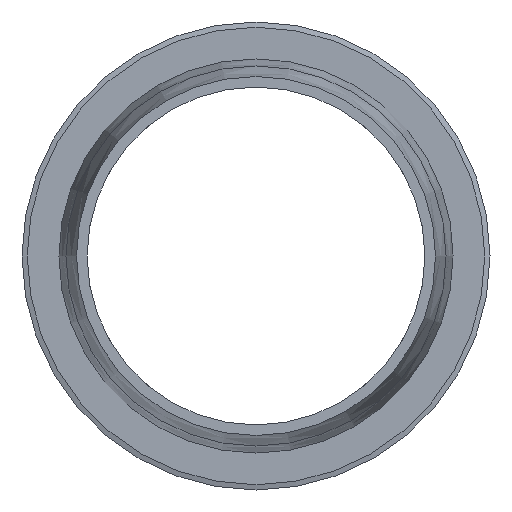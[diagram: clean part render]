
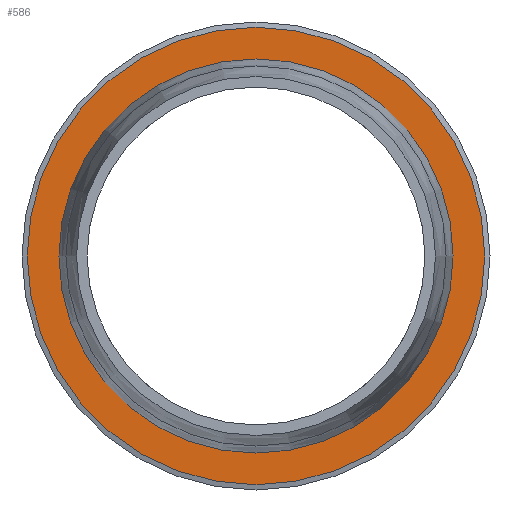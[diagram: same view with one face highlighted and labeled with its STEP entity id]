
A CAD part, left-side view. The second image highlights one B-rep face of the part: STEP entity #586.
In plain terms, the highlighted planar face has unit normal (-1, 0, 0).
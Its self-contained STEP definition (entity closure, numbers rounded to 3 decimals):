
#20=FACE_BOUND('',#84,.T.);
#24=PLANE('',#692);
#54=FACE_OUTER_BOUND('',#83,.T.);
#83=EDGE_LOOP('',(#488,#489));
#84=EDGE_LOOP('',(#490,#491));
#187=CIRCLE('',#690,14.);
#188=CIRCLE('',#691,14.);
#189=CIRCLE('',#693,16.25);
#190=CIRCLE('',#694,16.25);
#250=VERTEX_POINT('',#1065);
#251=VERTEX_POINT('',#1066);
#252=VERTEX_POINT('',#1071);
#253=VERTEX_POINT('',#1072);
#332=EDGE_CURVE('',#250,#251,#187,.T.);
#334=EDGE_CURVE('',#251,#250,#188,.T.);
#335=EDGE_CURVE('',#252,#253,#189,.T.);
#336=EDGE_CURVE('',#253,#252,#190,.T.);
#488=ORIENTED_EDGE('',*,*,#335,.T.);
#489=ORIENTED_EDGE('',*,*,#336,.T.);
#490=ORIENTED_EDGE('',*,*,#332,.F.);
#491=ORIENTED_EDGE('',*,*,#334,.F.);
#586=ADVANCED_FACE('',(#54,#20),#24,.F.);
#690=AXIS2_PLACEMENT_3D('',#1067,#879,#880);
#691=AXIS2_PLACEMENT_3D('',#1069,#882,#883);
#692=AXIS2_PLACEMENT_3D('',#1070,#884,#885);
#693=AXIS2_PLACEMENT_3D('',#1073,#886,#887);
#694=AXIS2_PLACEMENT_3D('',#1074,#888,#889);
#879=DIRECTION('center_axis',(-1.,0.,0.));
#880=DIRECTION('ref_axis',(0.,1.,0.));
#882=DIRECTION('center_axis',(-1.,0.,0.));
#883=DIRECTION('ref_axis',(0.,1.,0.));
#884=DIRECTION('center_axis',(1.,0.,0.));
#885=DIRECTION('ref_axis',(0.,0.,-1.));
#886=DIRECTION('center_axis',(-1.,0.,0.));
#887=DIRECTION('ref_axis',(0.,1.,0.));
#888=DIRECTION('center_axis',(-1.,0.,0.));
#889=DIRECTION('ref_axis',(0.,1.,0.));
#1065=CARTESIAN_POINT('',(45.,14.,0.));
#1066=CARTESIAN_POINT('',(45.,-14.,0.));
#1067=CARTESIAN_POINT('Origin',(45.,0.,0.));
#1069=CARTESIAN_POINT('Origin',(45.,0.,0.));
#1070=CARTESIAN_POINT('Origin',(45.,15.125,0.));
#1071=CARTESIAN_POINT('',(45.,16.25,0.));
#1072=CARTESIAN_POINT('',(45.,-16.25,0.));
#1073=CARTESIAN_POINT('Origin',(45.,0.,0.));
#1074=CARTESIAN_POINT('Origin',(45.,0.,0.));
